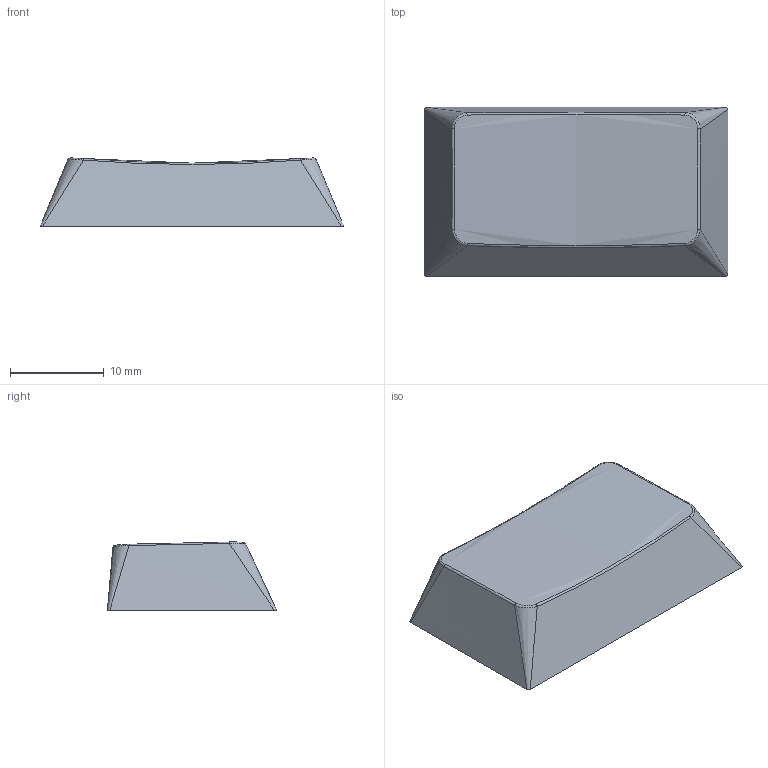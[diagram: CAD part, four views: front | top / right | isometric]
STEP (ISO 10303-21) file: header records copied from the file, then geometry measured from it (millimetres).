
FILE_DESCRIPTION(('STEP AP214'),'1');
FILE_NAME('175u.stp','2023-11-13T16:52:45',(' '),(' '),'Spatial InterOp 3D',' ',' ');
FILE_SCHEMA(('AUTOMOTIVE_DESIGN { 1 0 10303 214 1 1 1 1 }'));
Length unit declared in the file: metre
Products named in the file (2): 175u; Component32
Assembly tree (1 placements, depth 2):
  175u
    Component32
Bounding box: 32.29 x 18 x 7.25 mm (x, y, z)
Volume: 1189.7 mm3; surface area: 2259.4 mm2
Topology: 1 solids, 1 shells, 54 faces, 142 edges, 92 vertices
Faces by surface type: plane 30, bspline 20, cylinder 4
Entity records: 6088 total; most frequent: CARTESIAN_POINT 4787, ORIENTED_EDGE 284, DIRECTION 222, EDGE_CURVE 142, VERTEX_POINT 92, AXIS2_PLACEMENT_3D 74, LINE 74, VECTOR 74
